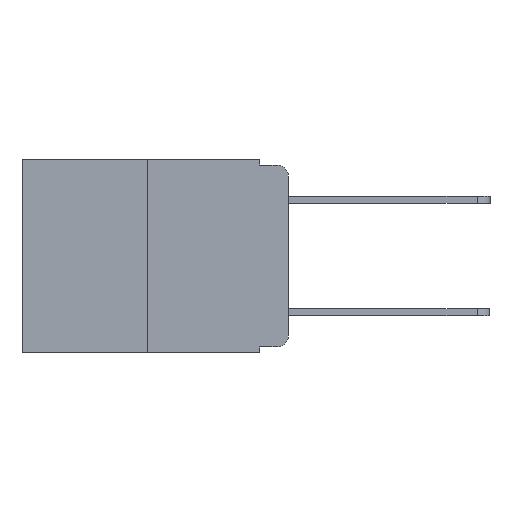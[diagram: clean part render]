
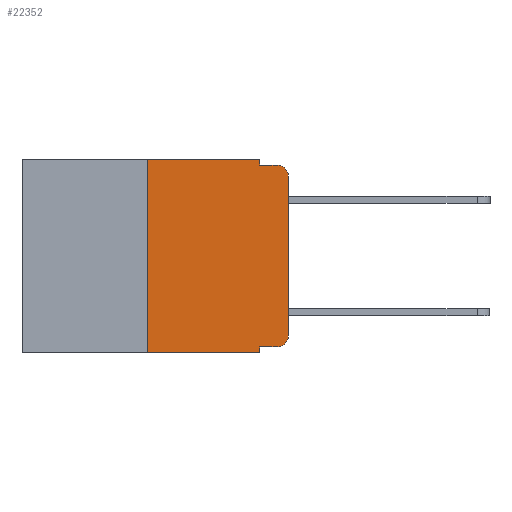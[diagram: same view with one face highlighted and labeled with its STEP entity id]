
A CAD part, left-side view. The second image highlights one B-rep face of the part: STEP entity #22352.
In plain terms, the highlighted planar face has unit normal (-1, 0, 0).
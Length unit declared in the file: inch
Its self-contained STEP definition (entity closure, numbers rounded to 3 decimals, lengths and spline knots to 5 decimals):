
#26 = VECTOR ( 'NONE', #3759, 39.37008 ) ;
#150 = CARTESIAN_POINT ( 'NONE',  ( 0., 0.051, -0.01 ) ) ;
#163 = CARTESIAN_POINT ( 'NONE',  ( 0., 0.25, 0. ) ) ;
#241 = CARTESIAN_POINT ( 'NONE',  ( 0., 0.25, 0. ) ) ;
#568 = EDGE_CURVE ( 'NONE', #3924, #13954, #1750, .T. ) ;
#682 = EDGE_CURVE ( 'NONE', #21206, #6754, #13060, .T. ) ;
#1263 = LINE ( 'NONE', #20073, #19569 ) ;
#1750 = LINE ( 'NONE', #1925, #15330 ) ;
#1925 = CARTESIAN_POINT ( 'NONE',  ( 0., 0.473, 0. ) ) ;
#1949 = EDGE_CURVE ( 'NONE', #9289, #21206, #11055, .T. ) ;
#2673 = CARTESIAN_POINT ( 'NONE',  ( 0., 0.02, -0.333 ) ) ;
#2880 = LINE ( 'NONE', #6550, #12186 ) ;
#2892 = VERTEX_POINT ( 'NONE', #19388 ) ;
#3079 = VECTOR ( 'NONE', #19115, 39.37008 ) ;
#3099 = ORIENTED_EDGE ( 'NONE', *, *, #16710, .F. ) ;
#3185 = VERTEX_POINT ( 'NONE', #9357 ) ;
#3670 = CARTESIAN_POINT ( 'NONE',  ( 0., 0.051, -0.333 ) ) ;
#3728 = DIRECTION ( 'NONE',  ( 0., -1., 0. ) ) ;
#3759 = DIRECTION ( 'NONE',  ( 0., -1., 0. ) ) ;
#3924 = VERTEX_POINT ( 'NONE', #241 ) ;
#4478 = EDGE_CURVE ( 'NONE', #9289, #2892, #1263, .T. ) ;
#4562 = VERTEX_POINT ( 'NONE', #13138 ) ;
#5072 = LINE ( 'NONE', #16566, #26 ) ;
#5336 = DIRECTION ( 'NONE',  ( 1., 0., 0. ) ) ;
#5536 = CARTESIAN_POINT ( 'NONE',  ( 0., 0.051, 0. ) ) ;
#5736 = EDGE_CURVE ( 'NONE', #21344, #3924, #13125, .T. ) ;
#5751 = DIRECTION ( 'NONE',  ( -1., 0., 0. ) ) ;
#5998 = DIRECTION ( 'NONE',  ( 0., -1., 0. ) ) ;
#6440 = CARTESIAN_POINT ( 'NONE',  ( 0., 0., 0. ) ) ;
#6550 = CARTESIAN_POINT ( 'NONE',  ( 0., 0.051, 0. ) ) ;
#6754 = VERTEX_POINT ( 'NONE', #6902 ) ;
#6902 = CARTESIAN_POINT ( 'NONE',  ( 0., 0., -0.313 ) ) ;
#7486 = DIRECTION ( 'NONE',  ( 0., 0., -1. ) ) ;
#7804 = ORIENTED_EDGE ( 'NONE', *, *, #1949, .T. ) ;
#8016 = FACE_OUTER_BOUND ( 'NONE', #18084, .T. ) ;
#8430 = DIRECTION ( 'NONE',  ( 0., 0., -1. ) ) ;
#8463 = CARTESIAN_POINT ( 'NONE',  ( 0., 0.051, -0.333 ) ) ;
#9277 = CARTESIAN_POINT ( 'NONE',  ( 0., 0.051, -0.01 ) ) ;
#9289 = VERTEX_POINT ( 'NONE', #8463 ) ;
#9357 = CARTESIAN_POINT ( 'NONE',  ( 0., 0.02, -0.01 ) ) ;
#10451 = AXIS2_PLACEMENT_3D ( 'NONE', #16659, #5751, #18470 ) ;
#10868 = CARTESIAN_POINT ( 'NONE',  ( 0., 0.473, 0. ) ) ;
#10978 = ORIENTED_EDGE ( 'NONE', *, *, #22452, .T. ) ;
#11055 = LINE ( 'NONE', #3670, #18888 ) ;
#11162 = DIRECTION ( 'NONE',  ( 0., -1., 0. ) ) ;
#11947 = EDGE_CURVE ( 'NONE', #13954, #14031, #2880, .T. ) ;
#12129 = ORIENTED_EDGE ( 'NONE', *, *, #4478, .F. ) ;
#12186 = VECTOR ( 'NONE', #8430, 39.37008 ) ;
#13060 = CIRCLE ( 'NONE', #17743, 0.02 ) ;
#13125 = LINE ( 'NONE', #163, #17316 ) ;
#13138 = CARTESIAN_POINT ( 'NONE',  ( 0., 0., -0.03 ) ) ;
#13218 = ORIENTED_EDGE ( 'NONE', *, *, #682, .T. ) ;
#13511 = CARTESIAN_POINT ( 'NONE',  ( 0., 0.25, -0.343 ) ) ;
#13954 = VERTEX_POINT ( 'NONE', #5536 ) ;
#14031 = VERTEX_POINT ( 'NONE', #150 ) ;
#14647 = ORIENTED_EDGE ( 'NONE', *, *, #5736, .F. ) ;
#15253 = CIRCLE ( 'NONE', #10451, 0.02 ) ;
#15330 = VECTOR ( 'NONE', #5998, 39.37008 ) ;
#16566 = CARTESIAN_POINT ( 'NONE',  ( 0., 0.473, -0.343 ) ) ;
#16659 = CARTESIAN_POINT ( 'NONE',  ( 0., 0.02, -0.03 ) ) ;
#16710 = EDGE_CURVE ( 'NONE', #14031, #3185, #17819, .T. ) ;
#17316 = VECTOR ( 'NONE', #18571, 39.37008 ) ;
#17656 = LINE ( 'NONE', #6440, #3079 ) ;
#17687 = ORIENTED_EDGE ( 'NONE', *, *, #11947, .F. ) ;
#17743 = AXIS2_PLACEMENT_3D ( 'NONE', #20133, #22660, #22624 ) ;
#17819 = LINE ( 'NONE', #9277, #21902 ) ;
#17921 = EDGE_CURVE ( 'NONE', #4562, #3185, #15253, .T. ) ;
#17990 = PLANE ( 'NONE',  #22868 ) ;
#18061 = DIRECTION ( 'NONE',  ( 0., 0., -1. ) ) ;
#18084 = EDGE_LOOP ( 'NONE', ( #20165, #20685, #3099, #17687, #18253, #14647, #10978, #12129, #7804, #13218 ) ) ;
#18253 = ORIENTED_EDGE ( 'NONE', *, *, #568, .F. ) ;
#18470 = DIRECTION ( 'NONE',  ( 0., 0., -1. ) ) ;
#18571 = DIRECTION ( 'NONE',  ( 0., 0., 1. ) ) ;
#18888 = VECTOR ( 'NONE', #3728, 39.37008 ) ;
#19115 = DIRECTION ( 'NONE',  ( 0., 0., 1. ) ) ;
#19388 = CARTESIAN_POINT ( 'NONE',  ( 0., 0.051, -0.343 ) ) ;
#19569 = VECTOR ( 'NONE', #7486, 39.37008 ) ;
#20073 = CARTESIAN_POINT ( 'NONE',  ( 0., 0.051, 0. ) ) ;
#20133 = CARTESIAN_POINT ( 'NONE',  ( 0., 0.02, -0.313 ) ) ;
#20165 = ORIENTED_EDGE ( 'NONE', *, *, #21429, .T. ) ;
#20685 = ORIENTED_EDGE ( 'NONE', *, *, #17921, .T. ) ;
#21206 = VERTEX_POINT ( 'NONE', #2673 ) ;
#21344 = VERTEX_POINT ( 'NONE', #13511 ) ;
#21429 = EDGE_CURVE ( 'NONE', #6754, #4562, #17656, .T. ) ;
#21902 = VECTOR ( 'NONE', #11162, 39.37008 ) ;
#22352 = ADVANCED_FACE ( 'NONE', ( #8016 ), #17990, .F. ) ;
#22452 = EDGE_CURVE ( 'NONE', #21344, #2892, #5072, .T. ) ;
#22624 = DIRECTION ( 'NONE',  ( 0., 0., -1. ) ) ;
#22660 = DIRECTION ( 'NONE',  ( -1., 0., 0. ) ) ;
#22868 = AXIS2_PLACEMENT_3D ( 'NONE', #10868, #5336, #18061 ) ;
